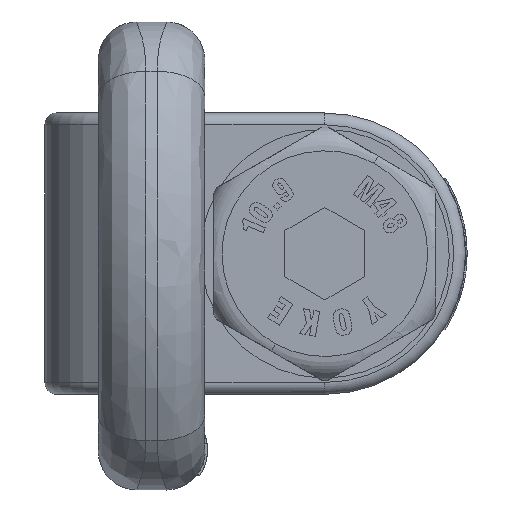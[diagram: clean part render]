
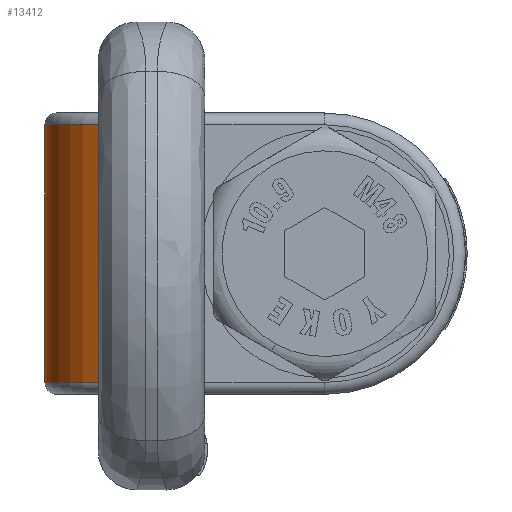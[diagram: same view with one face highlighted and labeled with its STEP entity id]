
A CAD part, left-side view. The second image highlights one B-rep face of the part: STEP entity #13412.
In plain terms, the highlighted cylindrical face has radius 36 mm (diameter 72 mm), a partial arc.
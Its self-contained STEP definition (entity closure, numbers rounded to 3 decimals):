
#13349=CARTESIAN_POINT('Vertex',(-36.,-36.,-40.725)) ;
#13363=CARTESIAN_POINT('Vertex',(-36.,-36.,46.275)) ;
#13366=CARTESIAN_POINT('Line Origine',(-36.,-36.,2.775)) ;
#13382=CARTESIAN_POINT('Axis2P3D Location',(0.,-36.,2.775)) ;
#13387=CARTESIAN_POINT('Axis2P3D Location',(0.,-36.,-40.725)) ;
#13391=CARTESIAN_POINT('Vertex',(0.,0.,-40.725)) ;
#13394=CARTESIAN_POINT('Axis2P3D Location',(0.,-36.,46.275)) ;
#13398=CARTESIAN_POINT('Vertex',(0.,0.,46.275)) ;
#13401=CARTESIAN_POINT('Line Origine',(0.,0.,2.775)) ;
#13367=DIRECTION('Vector Direction',(0.,0.,1.)) ;
#13383=DIRECTION('Axis2P3D Direction',(0.,0.,1.)) ;
#13384=DIRECTION('Axis2P3D XDirection',(0.,1.,-0.)) ;
#13388=DIRECTION('Axis2P3D Direction',(0.,0.,1.)) ;
#13395=DIRECTION('Axis2P3D Direction',(0.,0.,1.)) ;
#13402=DIRECTION('Vector Direction',(0.,0.,1.)) ;
#13385=AXIS2_PLACEMENT_3D('Cylinder Axis2P3D',#13382,#13383,#13384) ;
#13389=AXIS2_PLACEMENT_3D('Circle Axis2P3D',#13387,#13388,$) ;
#13396=AXIS2_PLACEMENT_3D('Circle Axis2P3D',#13394,#13395,$) ;
#13407=ORIENTED_EDGE('',*,*,#13393,.F.) ;
#13408=ORIENTED_EDGE('',*,*,#13370,.T.) ;
#13409=ORIENTED_EDGE('',*,*,#13400,.F.) ;
#13410=ORIENTED_EDGE('',*,*,#13405,.F.) ;
#13368=VECTOR('Line Direction',#13367,1.) ;
#13403=VECTOR('Line Direction',#13402,1.) ;
#13412=ADVANCED_FACE('\X2\51434EF6672C9AD4\X0\',(#13411),#13386,.T.) ;
#13390=CIRCLE('generated circle',#13389,36.) ;
#13397=CIRCLE('generated circle',#13396,36.) ;
#13386=CYLINDRICAL_SURFACE('generated cylinder',#13385,36.) ;
#13370=EDGE_CURVE('',#13350,#13364,#13369,.T.) ;
#13393=EDGE_CURVE('',#13350,#13392,#13390,.F.) ;
#13400=EDGE_CURVE('',#13399,#13364,#13397,.T.) ;
#13405=EDGE_CURVE('',#13392,#13399,#13404,.T.) ;
#13406=EDGE_LOOP('',(#13407,#13408,#13409,#13410)) ;
#13411=FACE_OUTER_BOUND('',#13406,.T.) ;
#13369=LINE('Line',#13366,#13368) ;
#13404=LINE('Line',#13401,#13403) ;
#13350=VERTEX_POINT('',#13349) ;
#13364=VERTEX_POINT('',#13363) ;
#13392=VERTEX_POINT('',#13391) ;
#13399=VERTEX_POINT('',#13398) ;
